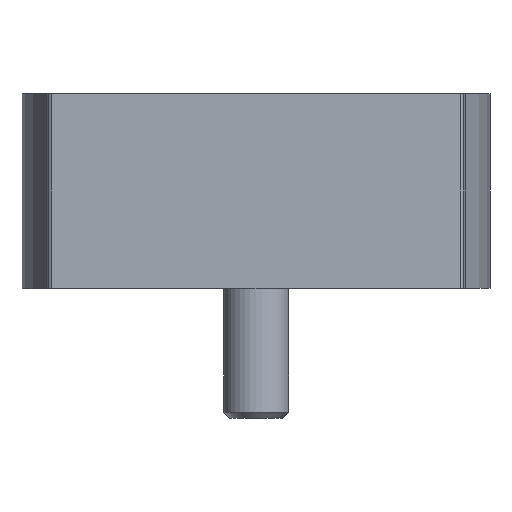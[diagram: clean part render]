
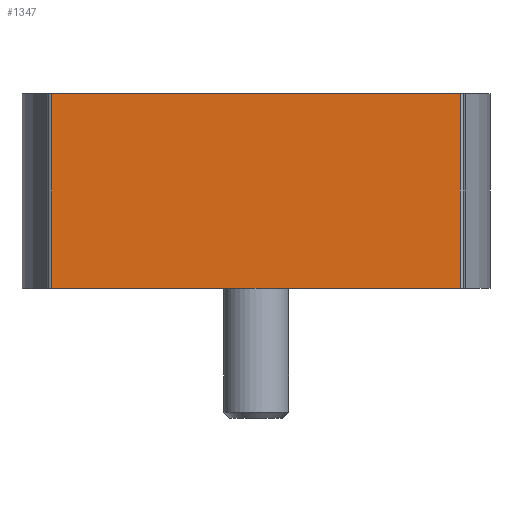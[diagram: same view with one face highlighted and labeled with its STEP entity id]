
A CAD part, left-side view. The second image highlights one B-rep face of the part: STEP entity #1347.
In plain terms, the highlighted face is planar.
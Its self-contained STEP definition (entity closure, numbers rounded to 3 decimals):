
#93=LINE('',#2091,#190);
#115=LINE('',#2187,#212);
#116=LINE('',#2189,#213);
#117=LINE('',#2191,#214);
#190=VECTOR('',#1643,1000.);
#212=VECTOR('',#1735,1000.);
#213=VECTOR('',#1738,1000.);
#214=VECTOR('',#1739,1000.);
#358=ORIENTED_EDGE('',*,*,#711,.F.);
#359=ORIENTED_EDGE('',*,*,#710,.F.);
#360=ORIENTED_EDGE('',*,*,#662,.T.);
#361=ORIENTED_EDGE('',*,*,#712,.T.);
#662=EDGE_CURVE('',#848,#847,#93,.T.);
#710=EDGE_CURVE('',#848,#886,#115,.T.);
#711=EDGE_CURVE('',#886,#887,#116,.T.);
#712=EDGE_CURVE('',#847,#887,#117,.T.);
#847=VERTEX_POINT('',#2090);
#848=VERTEX_POINT('',#2092);
#886=VERTEX_POINT('',#2186);
#887=VERTEX_POINT('',#2190);
#1068=EDGE_LOOP('',(#358,#359,#360,#361));
#1189=FACE_BOUND('',#1068,.T.);
#1300=PLANE('',#1494);
#1347=ADVANCED_FACE('',(#1189),#1300,.T.);
#1494=AXIS2_PLACEMENT_3D('',#2188,#1736,#1737);
#1643=DIRECTION('',(0.,0.,-1.));
#1735=DIRECTION('',(0.,1.,0.));
#1736=DIRECTION('',(1.,0.,0.));
#1737=DIRECTION('',(0.,0.,-1.));
#1738=DIRECTION('',(0.,0.,-1.));
#1739=DIRECTION('',(0.,1.,0.));
#2090=CARTESIAN_POINT('',(33.5,0.,-15.7));
#2091=CARTESIAN_POINT('',(33.5,0.,15.7));
#2092=CARTESIAN_POINT('',(33.5,0.,15.7));
#2186=CARTESIAN_POINT('',(33.5,15.,15.7));
#2187=CARTESIAN_POINT('',(33.5,0.,15.7));
#2188=CARTESIAN_POINT('',(33.5,0.,15.7));
#2189=CARTESIAN_POINT('',(33.5,15.,15.7));
#2190=CARTESIAN_POINT('',(33.5,15.,-15.7));
#2191=CARTESIAN_POINT('',(33.5,0.,-15.7));
